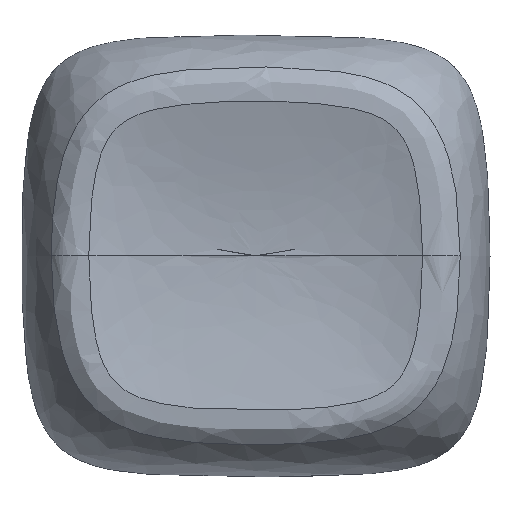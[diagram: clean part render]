
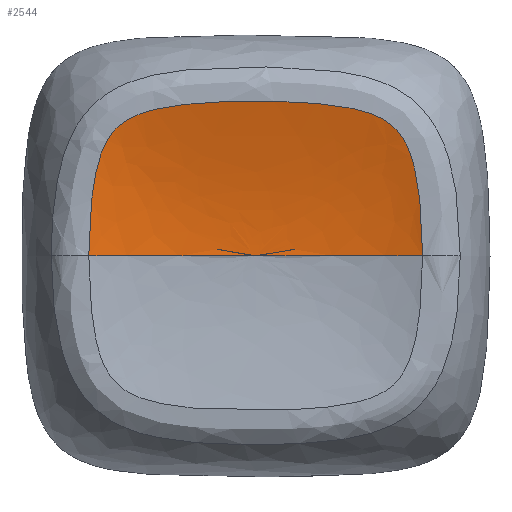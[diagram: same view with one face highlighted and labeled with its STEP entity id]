
A CAD part, top view. The second image highlights one B-rep face of the part: STEP entity #2544.
In plain terms, the highlighted free-form (B-spline) face has degree [3, 3] with [10, 5] control points.
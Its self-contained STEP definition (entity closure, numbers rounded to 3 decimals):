
#15=(
BOUNDED_CURVE()
B_SPLINE_CURVE(5,(#11554,#11555,#11556,#11557,#11558,#11559,#11560,#11561,
#11562,#11563),.UNSPECIFIED.,.F.,.F.)
B_SPLINE_CURVE_WITH_KNOTS((6,1,1,1,1,6),(0.183,0.2,0.4,0.6,
0.8,1.),.UNSPECIFIED.)
CURVE()
GEOMETRIC_REPRESENTATION_ITEM()
RATIONAL_B_SPLINE_CURVE((1.,1.,1.,1.,1.,1.,1.,1.,1.,1.))
REPRESENTATION_ITEM('')
);
#16=(
BOUNDED_CURVE()
B_SPLINE_CURVE(5,(#11564,#11565,#11566,#11567,#11568,#11569,#11570,#11571,
#11572,#11573),.UNSPECIFIED.,.F.,.F.)
B_SPLINE_CURVE_WITH_KNOTS((6,1,1,1,1,6),(0.183,0.2,0.4,0.6,
0.8,1.),.UNSPECIFIED.)
CURVE()
GEOMETRIC_REPRESENTATION_ITEM()
RATIONAL_B_SPLINE_CURVE((1.,1.,1.,1.,1.,1.,1.,1.,1.,1.))
REPRESENTATION_ITEM('')
);
#312=FACE_OUTER_BOUND('',#466,.T.);
#466=EDGE_LOOP('',(#2284,#2285,#2286));
#812=B_SPLINE_CURVE_WITH_KNOTS('',3,(#11470,#11471,#11472,#11473,#11474,
#11475,#11476,#11477,#11478,#11479,#11480,#11481,#11482,#11483,#11484,#11485,
#11486,#11487,#11488,#11489,#11490,#11491,#11492),.UNSPECIFIED.,.F.,.F.,
(4,1,1,1,1,1,1,1,1,2,1,1,1,1,1,1,1,1,1,4),(-2.163,-1.947,
-1.839,-1.731,-1.677,-1.623,
-1.514,-1.406,-1.298,-1.082,
-0.865,-0.757,-0.649,-0.595,
-0.541,-0.433,-0.379,-0.325,
-0.216,0.),.UNSPECIFIED.);
#1070=VERTEX_POINT('',#11278);
#1073=VERTEX_POINT('',#11306);
#1074=VERTEX_POINT('',#11553);
#1472=EDGE_CURVE('',#1070,#1073,#812,.T.);
#1473=EDGE_CURVE('',#1073,#1074,#15,.T.);
#1474=EDGE_CURVE('',#1070,#1074,#16,.T.);
#2284=ORIENTED_EDGE('',*,*,#1472,.F.);
#2285=ORIENTED_EDGE('',*,*,#1474,.T.);
#2286=ORIENTED_EDGE('',*,*,#1473,.F.);
#2395=B_SPLINE_SURFACE_WITH_KNOTS('',3,3,((#12506,#12507,#12508,#12509,
#12510),(#12511,#12512,#12513,#12514,#12515),(#12516,#12517,#12518,#12519,
#12520),(#12521,#12522,#12523,#12524,#12525),(#12526,#12527,#12528,#12529,
#12530),(#12531,#12532,#12533,#12534,#12535),(#12536,#12537,#12538,#12539,
#12540),(#12541,#12542,#12543,#12544,#12545),(#12546,#12547,#12548,#12549,
#12550),(#12551,#12552,#12553,#12554,#12555)),.UNSPECIFIED.,.F.,.F.,.F.,
(4,1,1,1,1,1,1,4),(4,1,4),(0.,0.143,0.286,0.429,
0.571,0.714,0.857,1.),(0.104,
0.488,1.),.UNSPECIFIED.);
#2544=ADVANCED_FACE('',(#312),#2395,.F.);
#11278=CARTESIAN_POINT('',(-6.23,0.,5.526));
#11306=CARTESIAN_POINT('',(6.23,0.,5.526));
#11470=CARTESIAN_POINT('Ctrl Pts',(-6.23,0.,
5.526));
#11471=CARTESIAN_POINT('Ctrl Pts',(-6.23,0.705,
5.526));
#11472=CARTESIAN_POINT('Ctrl Pts',(-6.185,1.778,5.531));
#11473=CARTESIAN_POINT('Ctrl Pts',(-5.985,3.133,5.56));
#11474=CARTESIAN_POINT('Ctrl Pts',(-5.751,3.944,5.592));
#11475=CARTESIAN_POINT('Ctrl Pts',(-5.431,4.517,5.617));
#11476=CARTESIAN_POINT('Ctrl Pts',(-4.985,5.007,5.634));
#11477=CARTESIAN_POINT('Ctrl Pts',(-4.225,5.376,5.636));
#11478=CARTESIAN_POINT('Ctrl Pts',(-3.205,5.594,5.636));
#11479=CARTESIAN_POINT('Ctrl Pts',(-1.799,5.746,5.639));
#11480=CARTESIAN_POINT('Ctrl Pts',(-0.717,5.774,
5.641));
#11481=CARTESIAN_POINT('Ctrl Pts',(0.716,5.775,5.641));
#11482=CARTESIAN_POINT('Ctrl Pts',(1.799,5.745,5.639));
#11483=CARTESIAN_POINT('Ctrl Pts',(3.201,5.595,5.636));
#11484=CARTESIAN_POINT('Ctrl Pts',(4.06,5.41,5.636));
#11485=CARTESIAN_POINT('Ctrl Pts',(4.681,5.155,5.634));
#11486=CARTESIAN_POINT('Ctrl Pts',(5.242,4.79,5.628));
#11487=CARTESIAN_POINT('Ctrl Pts',(5.618,4.241,5.605));
#11488=CARTESIAN_POINT('Ctrl Pts',(5.844,3.616,5.579));
#11489=CARTESIAN_POINT('Ctrl Pts',(6.011,2.965,5.557));
#11490=CARTESIAN_POINT('Ctrl Pts',(6.185,1.775,5.531));
#11491=CARTESIAN_POINT('Ctrl Pts',(6.23,0.705,5.526));
#11492=CARTESIAN_POINT('Ctrl Pts',(6.23,0.,
5.526));
#11553=CARTESIAN_POINT('',(0.,0.,4.8));
#11554=CARTESIAN_POINT('Ctrl Pts',(6.23,0.,
5.526));
#11555=CARTESIAN_POINT('Ctrl Pts',(6.215,0.,
5.522));
#11556=CARTESIAN_POINT('Ctrl Pts',(6.016,0.,
5.46));
#11557=CARTESIAN_POINT('Ctrl Pts',(5.617,0.,
5.344));
#11558=CARTESIAN_POINT('Ctrl Pts',(4.967,0.,
5.182));
#11559=CARTESIAN_POINT('Ctrl Pts',(3.961,0.,
4.995));
#11560=CARTESIAN_POINT('Ctrl Pts',(2.674,0.,
4.864));
#11561=CARTESIAN_POINT('Ctrl Pts',(1.452,0.,
4.812));
#11562=CARTESIAN_POINT('Ctrl Pts',(0.506,0.,
4.8));
#11563=CARTESIAN_POINT('Ctrl Pts',(0.,0.,4.8));
#11564=CARTESIAN_POINT('Ctrl Pts',(-6.23,0.,
5.526));
#11565=CARTESIAN_POINT('Ctrl Pts',(-6.215,0.,
5.522));
#11566=CARTESIAN_POINT('Ctrl Pts',(-6.016,0.,
5.46));
#11567=CARTESIAN_POINT('Ctrl Pts',(-5.617,0.,
5.344));
#11568=CARTESIAN_POINT('Ctrl Pts',(-4.967,0.,
5.182));
#11569=CARTESIAN_POINT('Ctrl Pts',(-3.961,0.,
4.995));
#11570=CARTESIAN_POINT('Ctrl Pts',(-2.674,0.,
4.864));
#11571=CARTESIAN_POINT('Ctrl Pts',(-1.452,0.,
4.812));
#11572=CARTESIAN_POINT('Ctrl Pts',(-0.506,0.,
4.8));
#11573=CARTESIAN_POINT('Ctrl Pts',(0.,0.,
4.8));
#12506=CARTESIAN_POINT('Ctrl Pts',(-6.576,0.,
5.641));
#12507=CARTESIAN_POINT('Ctrl Pts',(-6.032,0.,
5.451));
#12508=CARTESIAN_POINT('Ctrl Pts',(-4.589,0.,
5.038));
#12509=CARTESIAN_POINT('Ctrl Pts',(-2.158,0.,
4.8));
#12510=CARTESIAN_POINT('Ctrl Pts',(0.,0.,
4.8));
#12511=CARTESIAN_POINT('Ctrl Pts',(-6.576,1.212,5.641));
#12512=CARTESIAN_POINT('Ctrl Pts',(-6.033,1.038,5.451));
#12513=CARTESIAN_POINT('Ctrl Pts',(-4.589,0.634,
5.038));
#12514=CARTESIAN_POINT('Ctrl Pts',(-2.158,0.231,
4.8));
#12515=CARTESIAN_POINT('Ctrl Pts',(0.,0.,
4.8));
#12516=CARTESIAN_POINT('Ctrl Pts',(-6.361,3.601,5.641));
#12517=CARTESIAN_POINT('Ctrl Pts',(-5.838,3.108,5.451));
#12518=CARTESIAN_POINT('Ctrl Pts',(-4.366,1.871,5.038));
#12519=CARTESIAN_POINT('Ctrl Pts',(-1.982,0.627,
4.8));
#12520=CARTESIAN_POINT('Ctrl Pts',(0.,0.,
4.8));
#12521=CARTESIAN_POINT('Ctrl Pts',(-4.991,5.382,5.641));
#12522=CARTESIAN_POINT('Ctrl Pts',(-4.586,4.614,5.451));
#12523=CARTESIAN_POINT('Ctrl Pts',(-3.278,2.818,5.038));
#12524=CARTESIAN_POINT('Ctrl Pts',(-1.34,1.023,4.8));
#12525=CARTESIAN_POINT('Ctrl Pts',(0.,0.,
4.8));
#12526=CARTESIAN_POINT('Ctrl Pts',(-2.017,5.799,5.641));
#12527=CARTESIAN_POINT('Ctrl Pts',(-1.855,4.929,5.451));
#12528=CARTESIAN_POINT('Ctrl Pts',(-1.277,3.069,5.038));
#12529=CARTESIAN_POINT('Ctrl Pts',(-0.472,1.22,
4.8));
#12530=CARTESIAN_POINT('Ctrl Pts',(0.,0.,
4.8));
#12531=CARTESIAN_POINT('Ctrl Pts',(2.022,5.797,5.641));
#12532=CARTESIAN_POINT('Ctrl Pts',(1.86,4.927,5.451));
#12533=CARTESIAN_POINT('Ctrl Pts',(1.28,3.068,5.038));
#12534=CARTESIAN_POINT('Ctrl Pts',(0.472,1.22,4.8));
#12535=CARTESIAN_POINT('Ctrl Pts',(0.,0.,
4.8));
#12536=CARTESIAN_POINT('Ctrl Pts',(4.986,5.381,5.641));
#12537=CARTESIAN_POINT('Ctrl Pts',(4.582,4.613,5.451));
#12538=CARTESIAN_POINT('Ctrl Pts',(3.276,2.817,5.038));
#12539=CARTESIAN_POINT('Ctrl Pts',(1.34,1.023,4.8));
#12540=CARTESIAN_POINT('Ctrl Pts',(0.,0.,
4.8));
#12541=CARTESIAN_POINT('Ctrl Pts',(6.361,3.601,5.641));
#12542=CARTESIAN_POINT('Ctrl Pts',(5.838,3.108,5.451));
#12543=CARTESIAN_POINT('Ctrl Pts',(4.366,1.871,5.038));
#12544=CARTESIAN_POINT('Ctrl Pts',(1.982,0.627,4.8));
#12545=CARTESIAN_POINT('Ctrl Pts',(0.,0.,
4.8));
#12546=CARTESIAN_POINT('Ctrl Pts',(6.576,1.212,5.641));
#12547=CARTESIAN_POINT('Ctrl Pts',(6.033,1.038,5.451));
#12548=CARTESIAN_POINT('Ctrl Pts',(4.589,0.634,5.038));
#12549=CARTESIAN_POINT('Ctrl Pts',(2.158,0.231,4.8));
#12550=CARTESIAN_POINT('Ctrl Pts',(0.,0.,
4.8));
#12551=CARTESIAN_POINT('Ctrl Pts',(6.576,0.,
5.641));
#12552=CARTESIAN_POINT('Ctrl Pts',(6.032,0.,
5.451));
#12553=CARTESIAN_POINT('Ctrl Pts',(4.589,0.,
5.038));
#12554=CARTESIAN_POINT('Ctrl Pts',(2.158,0.,
4.8));
#12555=CARTESIAN_POINT('Ctrl Pts',(0.,0.,
4.8));
